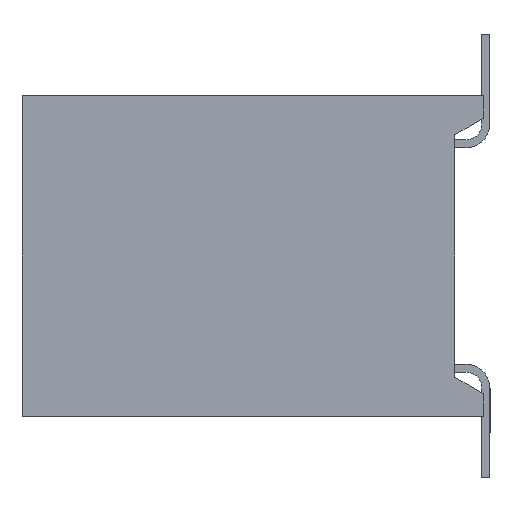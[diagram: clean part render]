
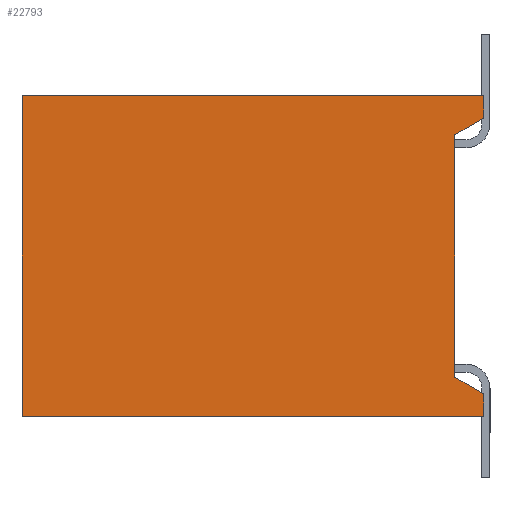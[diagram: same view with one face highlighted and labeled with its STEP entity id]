
A CAD part, left-side view. The second image highlights one B-rep face of the part: STEP entity #22793.
In plain terms, the highlighted planar face has unit normal (-1, 0, 0).
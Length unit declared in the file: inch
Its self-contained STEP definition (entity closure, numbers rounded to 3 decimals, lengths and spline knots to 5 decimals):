
#3987=ORIENTED_EDGE('',*,*,#8982,.F.);
#3988=ORIENTED_EDGE('',*,*,#8393,.T.);
#3989=ORIENTED_EDGE('',*,*,#8658,.F.);
#3990=ORIENTED_EDGE('',*,*,#9147,.F.);
#3991=ORIENTED_EDGE('',*,*,#8652,.T.);
#3992=ORIENTED_EDGE('',*,*,#8489,.T.);
#3993=ORIENTED_EDGE('',*,*,#9146,.F.);
#3994=ORIENTED_EDGE('',*,*,#9148,.F.);
#8393=EDGE_CURVE('',#11250,#11249,#13729,.T.);
#8489=EDGE_CURVE('',#11346,#11345,#13825,.T.);
#8652=EDGE_CURVE('',#11485,#11346,#13988,.T.);
#8658=EDGE_CURVE('',#11489,#11249,#13994,.T.);
#8982=EDGE_CURVE('',#11250,#11766,#14318,.T.);
#9146=EDGE_CURVE('',#11906,#11345,#14482,.T.);
#9147=EDGE_CURVE('',#11485,#11489,#14483,.T.);
#9148=EDGE_CURVE('',#11766,#11906,#14484,.T.);
#11249=VERTEX_POINT('',#33293);
#11250=VERTEX_POINT('',#33295);
#11345=VERTEX_POINT('',#33509);
#11346=VERTEX_POINT('',#33511);
#11485=VERTEX_POINT('',#33814);
#11489=VERTEX_POINT('',#33824);
#11766=VERTEX_POINT('',#34471);
#11906=VERTEX_POINT('',#34823);
#13729=LINE('',#33294,#16857);
#13825=LINE('',#33510,#16953);
#13988=LINE('',#33813,#17116);
#13994=LINE('',#33825,#17122);
#14318=LINE('',#34473,#17446);
#14482=LINE('',#34824,#17610);
#14483=LINE('',#34826,#17611);
#14484=LINE('',#34827,#17612);
#16857=VECTOR('',#27214,39.37008);
#16953=VECTOR('',#27358,39.37008);
#17116=VECTOR('',#27523,39.37008);
#17122=VECTOR('',#27531,39.37008);
#17446=VECTOR('',#27949,39.37008);
#17610=VECTOR('',#28207,39.37008);
#17611=VECTOR('',#28210,39.37008);
#17612=VECTOR('',#28211,39.37008);
#19309=EDGE_LOOP('',(#3987,#3988,#3989,#3990,#3991,#3992,#3993,#3994));
#20553=FACE_BOUND('',#19309,.T.);
#21684=PLANE('',#24113);
#22793=ADVANCED_FACE('',(#20553),#21684,.F.);
#24113=AXIS2_PLACEMENT_3D('',#34825,#28208,#28209);
#27214=DIRECTION('',(0.,0.,1.));
#27358=DIRECTION('',(0.,0.,1.));
#27523=DIRECTION('',(0.,-1.,0.));
#27531=DIRECTION('',(0.,-1.,0.));
#27949=DIRECTION('',(0.,0.866,-0.5));
#28207=DIRECTION('',(0.,-0.866,-0.5));
#28208=DIRECTION('',(1.,0.,0.));
#28209=DIRECTION('',(0.,0.,-1.));
#28210=DIRECTION('',(0.,0.,1.));
#28211=DIRECTION('',(0.,0.,-1.));
#33293=CARTESIAN_POINT('',(-1.15,0.,0.1));
#33294=CARTESIAN_POINT('',(-1.15,0.,-0.1));
#33295=CARTESIAN_POINT('',(-1.15,0.,0.086));
#33509=CARTESIAN_POINT('',(-1.15,0.,-0.086));
#33510=CARTESIAN_POINT('',(-1.15,0.,-0.1));
#33511=CARTESIAN_POINT('',(-1.15,0.,-0.1));
#33813=CARTESIAN_POINT('',(-1.15,0.288,-0.1));
#33814=CARTESIAN_POINT('',(-1.15,0.288,-0.1));
#33824=CARTESIAN_POINT('',(-1.15,0.288,0.1));
#33825=CARTESIAN_POINT('',(-1.15,0.288,0.1));
#34471=CARTESIAN_POINT('',(-1.15,0.018,0.07561));
#34473=CARTESIAN_POINT('',(-1.15,0.29654,-0.08521));
#34823=CARTESIAN_POINT('',(-1.15,0.018,-0.07561));
#34824=CARTESIAN_POINT('',(-1.15,0.20994,0.03521));
#34825=CARTESIAN_POINT('',(-1.15,0.288,-0.1));
#34826=CARTESIAN_POINT('',(-1.15,0.288,-0.1));
#34827=CARTESIAN_POINT('',(-1.15,0.018,-0.1));
